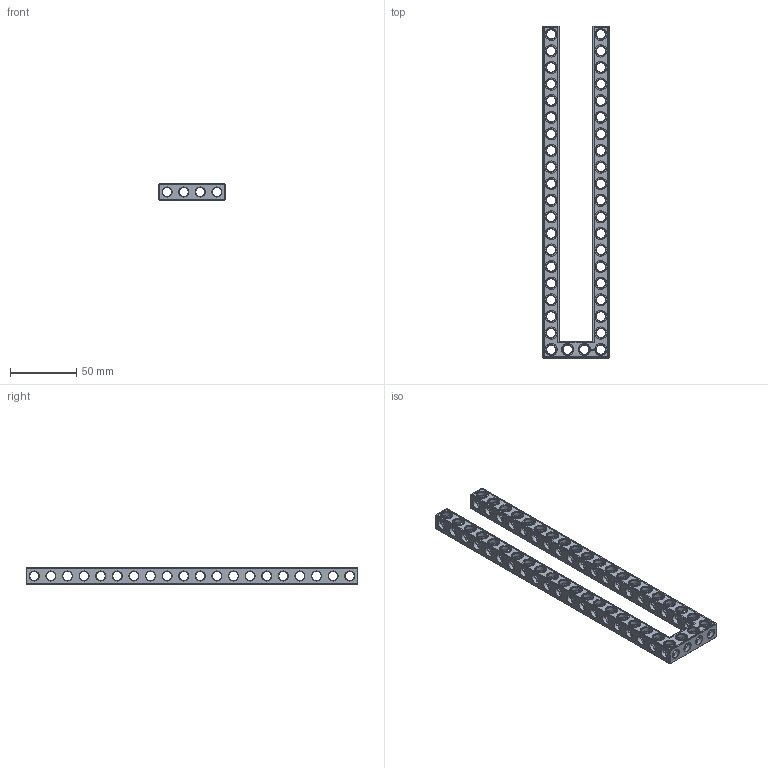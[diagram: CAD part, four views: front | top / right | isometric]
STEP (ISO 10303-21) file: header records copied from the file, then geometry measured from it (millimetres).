
FILE_DESCRIPTION(('FreeCAD Model'),'2;1');
FILE_NAME('Open CASCADE Shape Model','2022-02-23T16:12:29',( 'Paulo Kiefe'),('STEMFIE.org'),'Open CASCADE STEP processor 7.4', 'FreeCAD','Unknown');
FILE_SCHEMA(('AUTOMOTIVE_DESIGN { 1 0 10303 214 1 1 1 1 }'));
Products named in the file (1): Beam_AGD_ESS_USH_SYM_BU04x20x01_-_SPN-BEM-0338_(stemfie.org)
Bounding box: 50 x 250 x 12.5 mm (x, y, z)
Volume: 41054.2 mm3; surface area: 36623.3 mm2
Topology: 1 solids, 1 shells, 1046 faces, 3182 edges, 2046 vertices
Faces by surface type: plane 417, cylinder 253, extrusion 206, cone 170
Full cylindrical faces by diameter (mm): 6.98 x42, 7 x169, 9.2 x42
Entity records: 265427 total; most frequent: CARTESIAN_POINT 206784, DIRECTION 9188, ORIENTED_EDGE 6364, PCURVE 6364, DEFINITIONAL_REPRESENTATION 6364, VECTOR 5846, LINE 5640, EDGE_CURVE 3182
